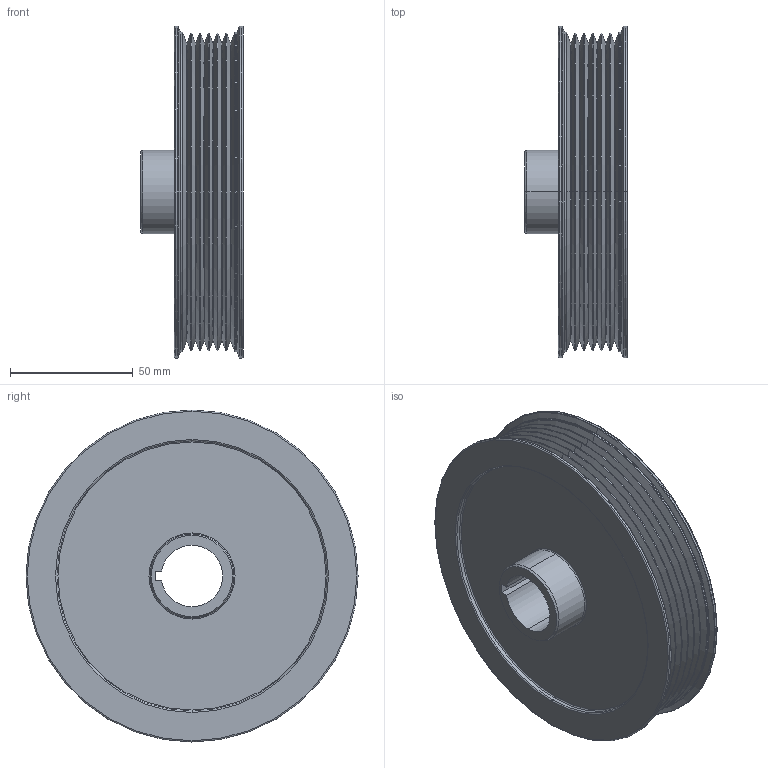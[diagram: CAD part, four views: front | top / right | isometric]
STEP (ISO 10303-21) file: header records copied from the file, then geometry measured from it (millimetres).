
FILE_DESCRIPTION (( 'STEP AP203' ), '1' );
FILE_NAME ('RR23001A.STEP', '2023-09-16T13:54:15', ( 'Tatieu' ), ( '' ), 'SwSTEP 2.0', 'SolidWorks 2019', '' );
FILE_SCHEMA (( 'CONFIG_CONTROL_DESIGN' ));
Length unit declared in the file: millimetre
Products named in the file (1): RR23001A
Bounding box: 41.6 x 135 x 135 mm (x, y, z)
Volume: 154283.3 mm3; surface area: 64236.7 mm2
Topology: 1 solids, 1 shells, 122 faces, 248 edges, 132 vertices
Faces by surface type: torus 64, cone 30, cylinder 19, plane 9
Entity records: 3263 total; most frequent: DIRECTION 684, CARTESIAN_POINT 503, ORIENTED_EDGE 496, AXIS2_PLACEMENT_3D 313, EDGE_CURVE 248, CIRCLE 190, VERTEX_POINT 132, EDGE_LOOP 128
